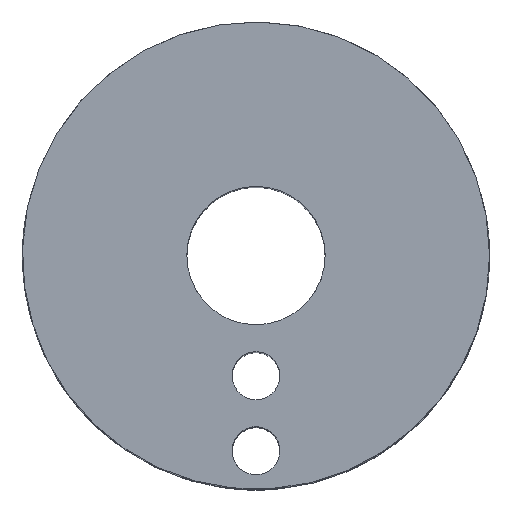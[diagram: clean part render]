
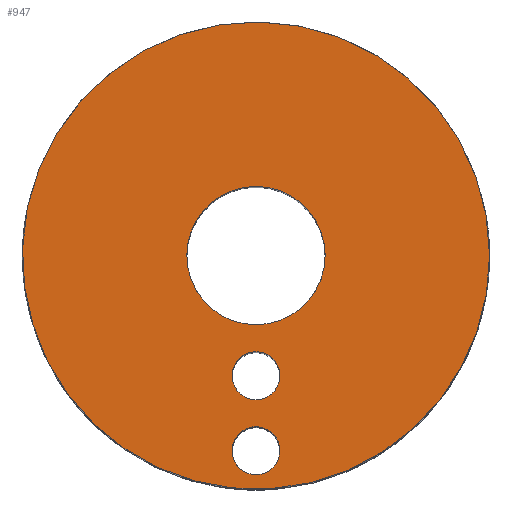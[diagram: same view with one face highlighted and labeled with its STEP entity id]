
A CAD part, top view. The second image highlights one B-rep face of the part: STEP entity #947.
In plain terms, the highlighted planar face has unit normal (0, 0, 1).
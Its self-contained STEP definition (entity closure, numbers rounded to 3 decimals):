
#383=CARTESIAN_POINT('',(2.525,0.,22.0));
#384=VERTEX_POINT('',#383);
#385=CARTESIAN_POINT('',(0.0,0.0,22.0));
#386=DIRECTION('',(0.0,0.0,-1.0));
#387=DIRECTION('',(-1.0,0.0,0.0));
#388=AXIS2_PLACEMENT_3D('',#385,#386,#387);
#389=CIRCLE('',#388,2.525);
#390=EDGE_CURVE('',#384,#384,#389,.T.);
#584=CARTESIAN_POINT('',(0.875,-7.125,22.0));
#585=VERTEX_POINT('',#584);
#586=CARTESIAN_POINT('',(0.0,-7.125,22.0));
#587=DIRECTION('',(0.0,0.0,-1.0));
#588=DIRECTION('',(-1.0,0.0,0.0));
#589=AXIS2_PLACEMENT_3D('',#586,#587,#588);
#590=CIRCLE('',#589,0.875);
#591=EDGE_CURVE('',#585,#585,#590,.T.);
#620=CARTESIAN_POINT('',(8.525,0.,22.0));
#621=VERTEX_POINT('',#620);
#622=CARTESIAN_POINT('',(0.0,0.0,22.0));
#623=DIRECTION('',(0.0,0.0,-1.0));
#624=DIRECTION('',(-1.0,0.0,0.0));
#625=AXIS2_PLACEMENT_3D('',#622,#623,#624);
#626=CIRCLE('',#625,8.525);
#627=EDGE_CURVE('',#621,#621,#626,.T.);
#802=CARTESIAN_POINT('',(0.875,-4.387,22.0));
#803=VERTEX_POINT('',#802);
#804=CARTESIAN_POINT('',(0.0,-4.387,22.0));
#805=DIRECTION('',(0.0,0.0,-1.0));
#806=DIRECTION('',(-1.0,0.0,0.0));
#807=AXIS2_PLACEMENT_3D('',#804,#805,#806);
#808=CIRCLE('',#807,0.875);
#809=EDGE_CURVE('',#803,#803,#808,.T.);
#930=CARTESIAN_POINT('',(0.,0.,22.0));
#931=DIRECTION('',(0.0,0.0,1.0));
#932=DIRECTION('',(1.0,0.0,0.0));
#933=AXIS2_PLACEMENT_3D('',#930,#931,#932);
#934=PLANE('',#933);
#935=ORIENTED_EDGE('',*,*,#627,.F.);
#936=EDGE_LOOP('',(#935));
#937=FACE_OUTER_BOUND('',#936,.T.);
#938=ORIENTED_EDGE('',*,*,#591,.T.);
#939=EDGE_LOOP('',(#938));
#940=FACE_BOUND('',#939,.T.);
#941=ORIENTED_EDGE('',*,*,#809,.T.);
#942=EDGE_LOOP('',(#941));
#943=FACE_BOUND('',#942,.T.);
#944=ORIENTED_EDGE('',*,*,#390,.T.);
#945=EDGE_LOOP('',(#944));
#946=FACE_BOUND('',#945,.T.);
#947=ADVANCED_FACE('',(#937,#940,#943,#946),#934,.T.);
